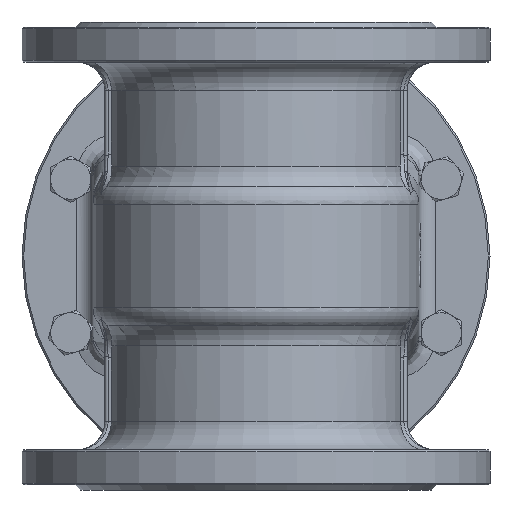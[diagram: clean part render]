
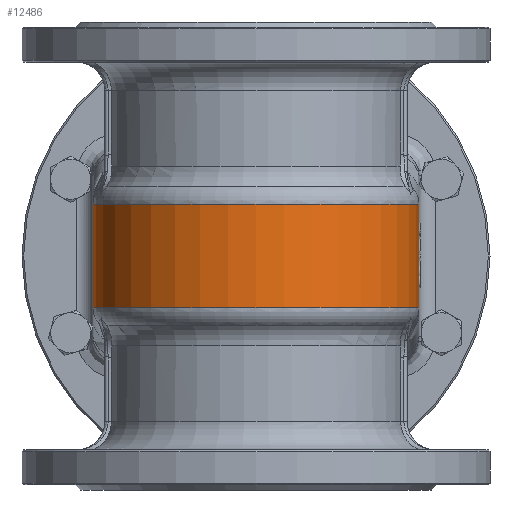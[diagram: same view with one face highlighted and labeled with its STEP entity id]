
A CAD part, front view. The second image highlights one B-rep face of the part: STEP entity #12486.
In plain terms, the highlighted cylindrical face has radius 97.5 mm (diameter 195 mm), a partial arc.
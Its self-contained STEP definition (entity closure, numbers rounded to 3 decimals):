
#1458=LINE('',#21466,#2159);
#1619=LINE('',#22326,#2320);
#2159=VECTOR('',#15944,10.);
#2320=VECTOR('',#16343,10.);
#2693=CYLINDRICAL_SURFACE('',#13874,97.5);
#3283=FACE_OUTER_BOUND('',#4115,.T.);
#4115=EDGE_LOOP('',(#10618,#10619,#10620,#10621));
#4720=CIRCLE('',#13689,97.5);
#4795=CIRCLE('',#13825,97.5);
#5480=VERTEX_POINT('',#21463);
#5481=VERTEX_POINT('',#21465);
#5646=VERTEX_POINT('',#22323);
#5647=VERTEX_POINT('',#22325);
#6879=EDGE_CURVE('',#5480,#5481,#1458,.T.);
#7132=EDGE_CURVE('',#5647,#5646,#1619,.T.);
#7223=EDGE_CURVE('',#5646,#5481,#4720,.T.);
#7399=EDGE_CURVE('',#5647,#5480,#4795,.T.);
#10618=ORIENTED_EDGE('',*,*,#7399,.F.);
#10619=ORIENTED_EDGE('',*,*,#7132,.T.);
#10620=ORIENTED_EDGE('',*,*,#7223,.T.);
#10621=ORIENTED_EDGE('',*,*,#6879,.F.);
#12486=ADVANCED_FACE('',(#3283),#2693,.T.);
#13689=AXIS2_PLACEMENT_3D('',#23305,#16484,#16485);
#13825=AXIS2_PLACEMENT_3D('',#24930,#16800,#16801);
#13874=AXIS2_PLACEMENT_3D('',#25526,#16910,#16911);
#15944=DIRECTION('',(0.,0.,1.));
#16343=DIRECTION('',(0.,0.,1.));
#16484=DIRECTION('center_axis',(0.,0.,-1.));
#16485=DIRECTION('ref_axis',(0.,-1.,0.));
#16800=DIRECTION('center_axis',(0.,0.,-1.));
#16801=DIRECTION('ref_axis',(0.,-1.,0.));
#16910=DIRECTION('center_axis',(0.,0.,-1.));
#16911=DIRECTION('ref_axis',(1.,0.,0.));
#21463=CARTESIAN_POINT('',(-97.5,0.,109.));
#21465=CARTESIAN_POINT('',(-97.5,0.,171.));
#21466=CARTESIAN_POINT('',(-97.5,0.,140.));
#22323=CARTESIAN_POINT('',(97.5,0.,171.));
#22325=CARTESIAN_POINT('',(97.5,0.,109.));
#22326=CARTESIAN_POINT('',(97.5,0.,140.));
#23305=CARTESIAN_POINT('Origin',(0.,0.,171.));
#24930=CARTESIAN_POINT('Origin',(0.,0.,109.));
#25526=CARTESIAN_POINT('Origin',(0.,0.,140.));
